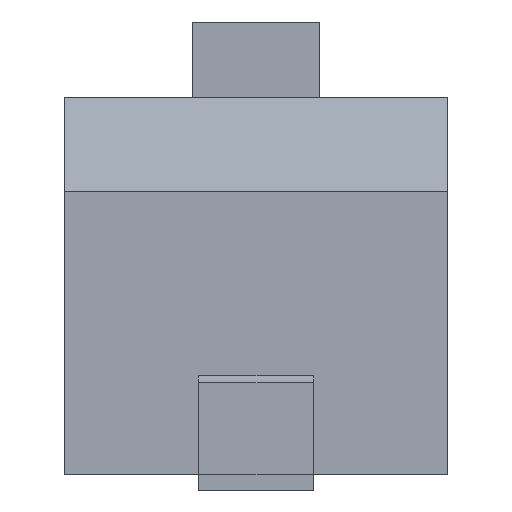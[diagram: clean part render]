
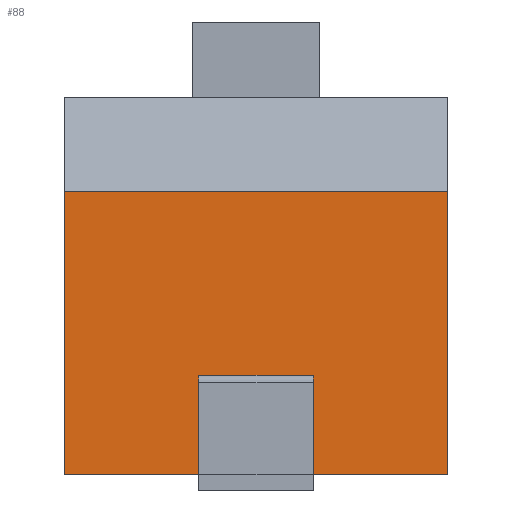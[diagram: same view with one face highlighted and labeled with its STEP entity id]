
A CAD part, left-side view. The second image highlights one B-rep face of the part: STEP entity #88.
In plain terms, the highlighted planar face has unit normal (-1, 0, 0).
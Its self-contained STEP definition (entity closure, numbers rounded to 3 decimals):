
#44 = EDGE_CURVE('',#45,#47,#49,.T.);
#45 = VERTEX_POINT('',#46);
#46 = CARTESIAN_POINT('',(-2.5,-1.27,0.1));
#47 = VERTEX_POINT('',#48);
#48 = CARTESIAN_POINT('',(-2.5,-1.27,1.975));
#49 = LINE('',#50,#51);
#50 = CARTESIAN_POINT('',(-2.5,-1.27,0.1));
#51 = VECTOR('',#52,1.);
#52 = DIRECTION('',(0.,0.,1.));
#88 = ADVANCED_FACE('',(#89),#114,.F.);
#89 = FACE_BOUND('',#90,.F.);
#90 = EDGE_LOOP('',(#91,#101,#107,#108));
#91 = ORIENTED_EDGE('',*,*,#92,.T.);
#92 = EDGE_CURVE('',#93,#95,#97,.T.);
#93 = VERTEX_POINT('',#94);
#94 = CARTESIAN_POINT('',(-2.5,1.27,0.1));
#95 = VERTEX_POINT('',#96);
#96 = CARTESIAN_POINT('',(-2.5,1.27,1.975));
#97 = LINE('',#98,#99);
#98 = CARTESIAN_POINT('',(-2.5,1.27,0.1));
#99 = VECTOR('',#100,1.);
#100 = DIRECTION('',(0.,0.,1.));
#101 = ORIENTED_EDGE('',*,*,#102,.T.);
#102 = EDGE_CURVE('',#95,#47,#103,.T.);
#103 = LINE('',#104,#105);
#104 = CARTESIAN_POINT('',(-2.5,1.27,1.975));
#105 = VECTOR('',#106,1.);
#106 = DIRECTION('',(0.,-1.,0.));
#107 = ORIENTED_EDGE('',*,*,#44,.F.);
#108 = ORIENTED_EDGE('',*,*,#109,.F.);
#109 = EDGE_CURVE('',#93,#45,#110,.T.);
#110 = LINE('',#111,#112);
#111 = CARTESIAN_POINT('',(-2.5,1.27,0.1));
#112 = VECTOR('',#113,1.);
#113 = DIRECTION('',(0.,-1.,0.));
#114 = PLANE('',#115);
#115 = AXIS2_PLACEMENT_3D('',#116,#117,#118);
#116 = CARTESIAN_POINT('',(-2.5,1.27,0.1));
#117 = DIRECTION('',(1.,0.,0.));
#118 = DIRECTION('',(0.,-1.,0.));
